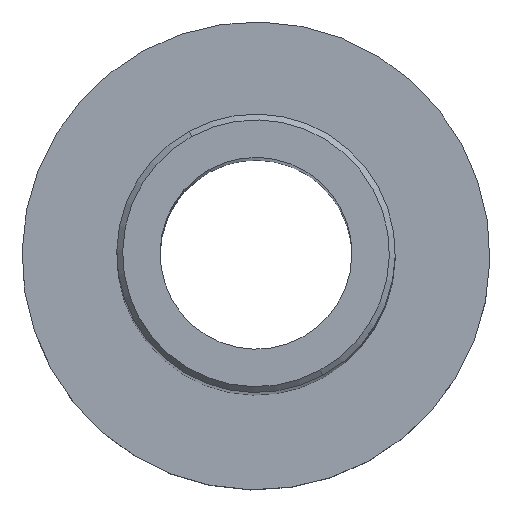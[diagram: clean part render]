
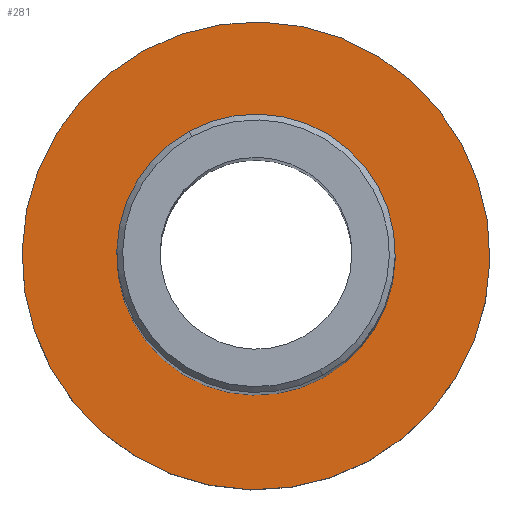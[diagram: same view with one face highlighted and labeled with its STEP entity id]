
A CAD part, top view. The second image highlights one B-rep face of the part: STEP entity #281.
In plain terms, the highlighted planar face has unit normal (0, 0, 1).
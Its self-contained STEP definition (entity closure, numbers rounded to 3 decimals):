
#47=AXIS2_PLACEMENT_3D('Circle Axis2P3D',#45,#46,$) ;
#73=AXIS2_PLACEMENT_3D('Circle Axis2P3D',#71,#72,$) ;
#118=AXIS2_PLACEMENT_3D('Circle Axis2P3D',#116,#117,$) ;
#143=AXIS2_PLACEMENT_3D('Circle Axis2P3D',#141,#142,$) ;
#271=AXIS2_PLACEMENT_3D('Plane Axis2P3D',#268,#269,#270) ;
#42=CARTESIAN_POINT('Vertex',(4.794,-8.776,0.)) ;
#45=CARTESIAN_POINT('Axis2P3D Location',(0.,0.,0.)) ;
#49=CARTESIAN_POINT('Vertex',(-4.794,8.776,0.)) ;
#71=CARTESIAN_POINT('Axis2P3D Location',(0.,0.,0.)) ;
#97=CARTESIAN_POINT('Vertex',(2.853,-5.222,0.)) ;
#113=CARTESIAN_POINT('Vertex',(-2.853,5.222,0.)) ;
#116=CARTESIAN_POINT('Axis2P3D Location',(0.,0.,0.)) ;
#141=CARTESIAN_POINT('Axis2P3D Location',(0.,0.,0.)) ;
#268=CARTESIAN_POINT('Axis2P3D Location',(0.,5.95,0.)) ;
#46=DIRECTION('Axis2P3D Direction',(0.,0.,1.)) ;
#72=DIRECTION('Axis2P3D Direction',(0.,0.,1.)) ;
#117=DIRECTION('Axis2P3D Direction',(0.,0.,1.)) ;
#142=DIRECTION('Axis2P3D Direction',(0.,0.,1.)) ;
#269=DIRECTION('Axis2P3D Direction',(0.,0.,1.)) ;
#270=DIRECTION('Axis2P3D XDirection',(1.,0.,0.)) ;
#274=ORIENTED_EDGE('',*,*,#75,.T.) ;
#275=ORIENTED_EDGE('',*,*,#51,.T.) ;
#278=ORIENTED_EDGE('',*,*,#120,.F.) ;
#279=ORIENTED_EDGE('',*,*,#145,.F.) ;
#280=FACE_BOUND('',#277,.T.) ;
#281=ADVANCED_FACE('PartBody',(#276,#280),#272,.T.) ;
#48=CIRCLE('generated circle',#47,10.) ;
#74=CIRCLE('generated circle',#73,10.) ;
#119=CIRCLE('generated circle',#118,5.95) ;
#144=CIRCLE('generated circle',#143,5.95) ;
#51=EDGE_CURVE('',#50,#43,#48,.T.) ;
#75=EDGE_CURVE('',#43,#50,#74,.T.) ;
#120=EDGE_CURVE('',#114,#98,#119,.T.) ;
#145=EDGE_CURVE('',#98,#114,#144,.T.) ;
#273=EDGE_LOOP('',(#274,#275)) ;
#277=EDGE_LOOP('',(#278,#279)) ;
#276=FACE_OUTER_BOUND('',#273,.T.) ;
#272=PLANE('',#271) ;
#43=VERTEX_POINT('',#42) ;
#50=VERTEX_POINT('',#49) ;
#98=VERTEX_POINT('',#97) ;
#114=VERTEX_POINT('',#113) ;
